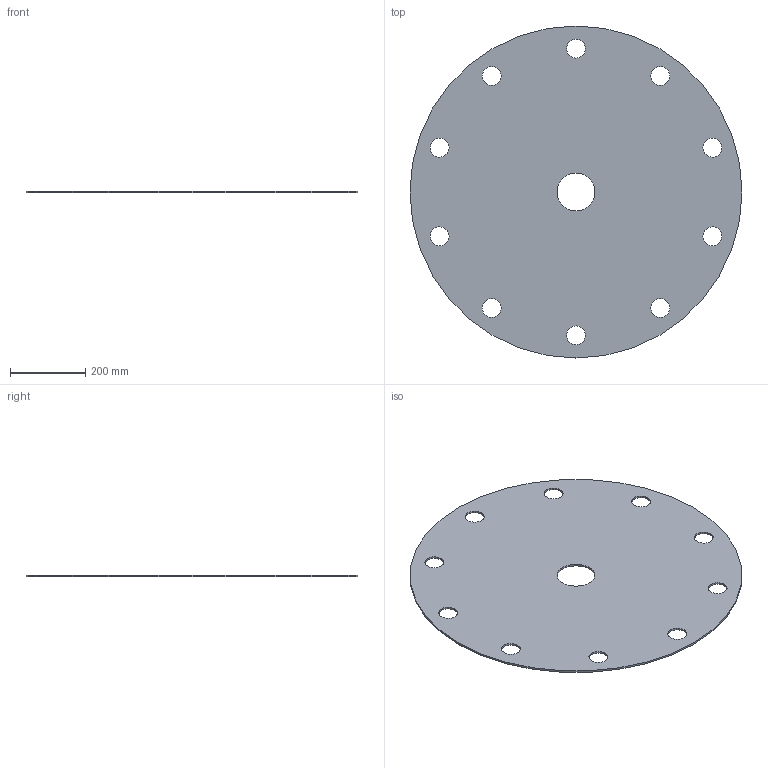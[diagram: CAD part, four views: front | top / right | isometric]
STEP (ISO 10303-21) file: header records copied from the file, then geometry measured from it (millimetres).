
FILE_DESCRIPTION(('FreeCAD Model'),'2;1');
FILE_NAME('porte_tubes.step', '2016-10-19T16:24:58',('Author'),(''), 'Open CASCADE STEP processor 6.8','FreeCAD','Unknown');
FILE_SCHEMA(('AUTOMOTIVE_DESIGN_CC2 { 1 2 10303 214 -1 1 5 4 }'));
Length unit declared in the file: millimetre
Products named in the file (2): ASSEMBLY; trous
Assembly tree (1 placements, depth 2):
  ASSEMBLY
    trous
Bounding box: 880 x 880 x 5 mm (x, y, z)
Volume: 2903617 mm3; surface area: 1184694.6 mm2
Topology: 1 solids, 1 shells, 14 faces, 36 edges, 24 vertices
Faces by surface type: cylinder 12, plane 2
Full cylindrical faces by diameter (mm): 50 x10, 100 x1, 880 x1
Entity records: 1067 total; most frequent: CARTESIAN_POINT 292, DIRECTION 140, ORIENTED_EDGE 72, PCURVE 72, DEFINITIONAL_REPRESENTATION 72, LINE 60, VECTOR 60, AXIS2_PLACEMENT_3D 40
